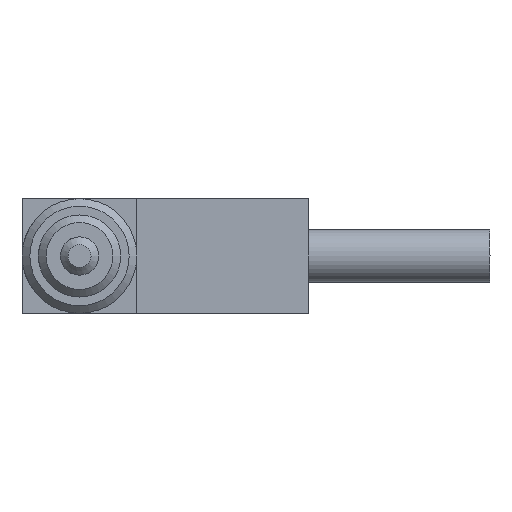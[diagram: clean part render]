
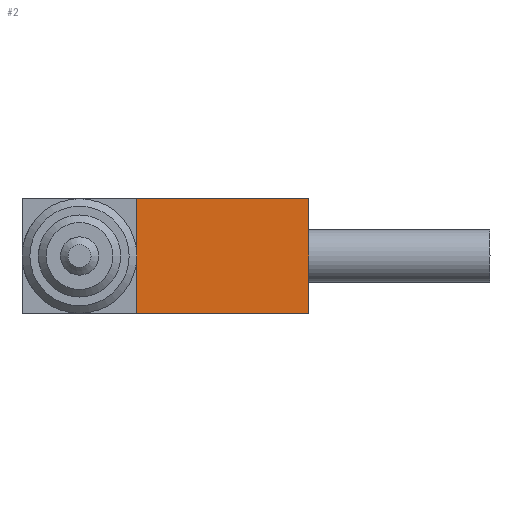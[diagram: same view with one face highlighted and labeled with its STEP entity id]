
A CAD part, left-side view. The second image highlights one B-rep face of the part: STEP entity #2.
In plain terms, the highlighted planar face has unit normal (-1, 0, 0).
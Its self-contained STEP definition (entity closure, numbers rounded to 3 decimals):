
#2 = ADVANCED_FACE ( 'NONE', ( #407 ), #35, .F. ) ;
#33 = CARTESIAN_POINT ( 'NONE',  ( -5., 0.296, -3. ) ) ;
#35 = PLANE ( 'NONE',  #281 ) ;
#70 = LINE ( 'NONE', #368, #246 ) ;
#74 = ORIENTED_EDGE ( 'NONE', *, *, #118, .F. ) ;
#112 = DIRECTION ( 'NONE',  ( 0., 0., -1. ) ) ;
#118 = EDGE_CURVE ( 'NONE', #154, #282, #221, .T. ) ;
#120 = DIRECTION ( 'NONE',  ( 0., -1., 0. ) ) ;
#122 = VECTOR ( 'NONE', #130, 1000. ) ;
#123 = CARTESIAN_POINT ( 'NONE',  ( -5., 0.296, 3. ) ) ;
#128 = CARTESIAN_POINT ( 'NONE',  ( -5., 0.296, -3. ) ) ;
#130 = DIRECTION ( 'NONE',  ( 0., 0., -1. ) ) ;
#131 = VERTEX_POINT ( 'NONE', #305 ) ;
#154 = VERTEX_POINT ( 'NONE', #487 ) ;
#161 = VERTEX_POINT ( 'NONE', #33 ) ;
#221 = LINE ( 'NONE', #391, #324 ) ;
#224 = DIRECTION ( 'NONE',  ( 0., -1., 0. ) ) ;
#240 = ORIENTED_EDGE ( 'NONE', *, *, #346, .T. ) ;
#246 = VECTOR ( 'NONE', #112, 1000. ) ;
#256 = EDGE_CURVE ( 'NONE', #154, #131, #70, .T. ) ;
#281 = AXIS2_PLACEMENT_3D ( 'NONE', #530, #498, #495 ) ;
#282 = VERTEX_POINT ( 'NONE', #360 ) ;
#303 = EDGE_LOOP ( 'NONE', ( #240, #506, #74, #481 ) ) ;
#305 = CARTESIAN_POINT ( 'NONE',  ( -5.003, 9.296, -3. ) ) ;
#324 = VECTOR ( 'NONE', #224, 1000. ) ;
#346 = EDGE_CURVE ( 'NONE', #131, #161, #500, .T. ) ;
#360 = CARTESIAN_POINT ( 'NONE',  ( -5., 0.296, 3. ) ) ;
#368 = CARTESIAN_POINT ( 'NONE',  ( -5.003, 9.296, 3. ) ) ;
#388 = EDGE_CURVE ( 'NONE', #282, #161, #504, .T. ) ;
#391 = CARTESIAN_POINT ( 'NONE',  ( -5., 0.296, 3. ) ) ;
#407 = FACE_OUTER_BOUND ( 'NONE', #303, .T. ) ;
#481 = ORIENTED_EDGE ( 'NONE', *, *, #256, .T. ) ;
#487 = CARTESIAN_POINT ( 'NONE',  ( -5.003, 9.296, 3. ) ) ;
#492 = VECTOR ( 'NONE', #120, 1000. ) ;
#495 = DIRECTION ( 'NONE',  ( 0., 1., 0. ) ) ;
#498 = DIRECTION ( 'NONE',  ( 1., 0., 0. ) ) ;
#500 = LINE ( 'NONE', #128, #492 ) ;
#504 = LINE ( 'NONE', #123, #122 ) ;
#506 = ORIENTED_EDGE ( 'NONE', *, *, #388, .F. ) ;
#530 = CARTESIAN_POINT ( 'NONE',  ( -5., 0.296, 3. ) ) ;
